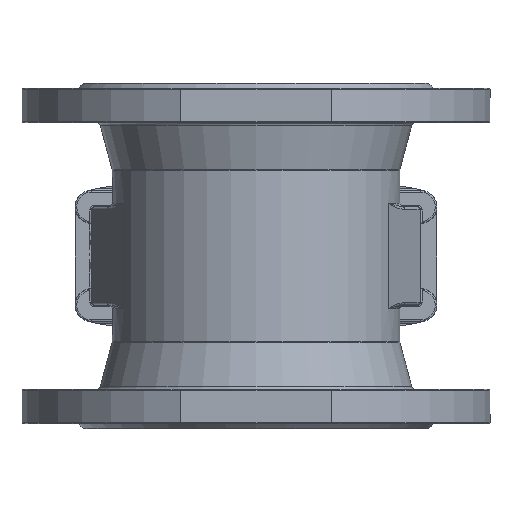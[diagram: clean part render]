
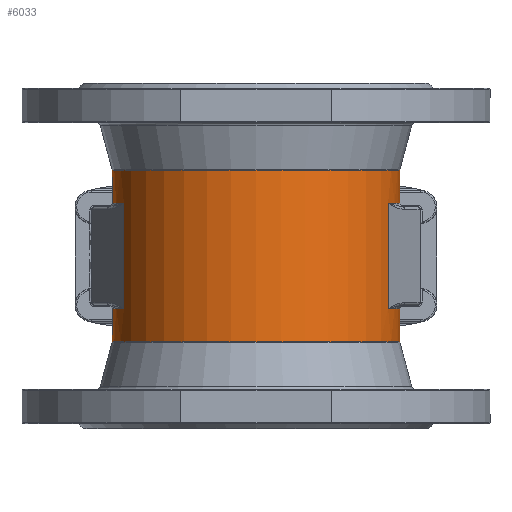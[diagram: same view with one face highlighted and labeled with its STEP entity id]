
A CAD part, front view. The second image highlights one B-rep face of the part: STEP entity #6033.
In plain terms, the highlighted cylindrical face has radius 87.5 mm (diameter 175 mm), a full revolution.
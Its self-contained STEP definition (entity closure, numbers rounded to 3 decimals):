
#571=CIRCLE('',#6583,87.5);
#572=CIRCLE('',#6584,87.5);
#576=CIRCLE('',#6592,87.5);
#582=CIRCLE('',#6606,87.5);
#602=CIRCLE('',#6634,87.5);
#603=CIRCLE('',#6635,87.5);
#614=CIRCLE('',#6665,87.5);
#615=CIRCLE('',#6666,87.5);
#621=CIRCLE('',#6681,87.5);
#626=CIRCLE('',#6692,87.5);
#635=CIRCLE('',#6708,87.5);
#636=CIRCLE('',#6709,87.5);
#992=FACE_OUTER_BOUND('',#1404,.T.);
#1404=EDGE_LOOP('',(#5127,#5128,#5129,#5130,#5131,#5132,#5133,#5134,#5135,
#5136,#5137,#5138,#5139,#5140,#5141,#5142,#5143,#5144,#5145,#5146,#5147,
#5148));
#1757=LINE('',#11756,#2126);
#1759=LINE('',#11974,#2128);
#1784=LINE('',#12205,#2153);
#1788=LINE('',#12239,#2157);
#1792=LINE('',#12453,#2161);
#1796=LINE('',#12543,#2165);
#1797=LINE('',#12544,#2166);
#1798=LINE('',#12545,#2167);
#2126=VECTOR('',#7974,10.);
#2128=VECTOR('',#7996,10.);
#2153=VECTOR('',#8147,10.);
#2157=VECTOR('',#8173,10.);
#2161=VECTOR('',#8209,10.);
#2165=VECTOR('',#8257,87.5);
#2166=VECTOR('',#8258,87.5);
#2167=VECTOR('',#8259,10.);
#2721=VERTEX_POINT('',#11727);
#2722=VERTEX_POINT('',#11747);
#2723=VERTEX_POINT('',#11749);
#2724=VERTEX_POINT('',#11755);
#2728=VERTEX_POINT('',#11847);
#2732=VERTEX_POINT('',#11973);
#2735=VERTEX_POINT('',#11987);
#2752=VERTEX_POINT('',#12091);
#2753=VERTEX_POINT('',#12093);
#2763=VERTEX_POINT('',#12184);
#2765=VERTEX_POINT('',#12209);
#2766=VERTEX_POINT('',#12211);
#2770=VERTEX_POINT('',#12232);
#2777=VERTEX_POINT('',#12328);
#2778=VERTEX_POINT('',#12451);
#2779=VERTEX_POINT('',#12457);
#2785=VERTEX_POINT('',#12537);
#2786=VERTEX_POINT('',#12539);
#3457=EDGE_CURVE('',#2722,#2721,#571,.T.);
#3458=EDGE_CURVE('',#2723,#2722,#572,.T.);
#3461=EDGE_CURVE('',#2724,#2723,#1757,.T.);
#3468=EDGE_CURVE('',#2728,#2724,#576,.T.);
#3476=EDGE_CURVE('',#2732,#2728,#1759,.T.);
#3483=EDGE_CURVE('',#2735,#2732,#582,.T.);
#3509=EDGE_CURVE('',#2753,#2752,#602,.T.);
#3510=EDGE_CURVE('',#2752,#2753,#603,.T.);
#3538=EDGE_CURVE('',#2763,#2721,#1784,.T.);
#3541=EDGE_CURVE('',#2765,#2766,#614,.T.);
#3542=EDGE_CURVE('',#2766,#2763,#615,.T.);
#3550=EDGE_CURVE('',#2770,#2765,#1788,.T.);
#3562=EDGE_CURVE('',#2777,#2770,#621,.T.);
#3568=EDGE_CURVE('',#2778,#2777,#1792,.T.);
#3571=EDGE_CURVE('',#2779,#2778,#626,.T.);
#3584=EDGE_CURVE('',#2785,#2786,#635,.T.);
#3585=EDGE_CURVE('',#2786,#2785,#636,.T.);
#3586=EDGE_CURVE('',#2753,#2722,#1796,.T.);
#3587=EDGE_CURVE('',#2766,#2786,#1797,.T.);
#3588=EDGE_CURVE('',#2779,#2735,#1798,.T.);
#5127=ORIENTED_EDGE('',*,*,#3509,.T.);
#5128=ORIENTED_EDGE('',*,*,#3510,.T.);
#5129=ORIENTED_EDGE('',*,*,#3586,.T.);
#5130=ORIENTED_EDGE('',*,*,#3457,.T.);
#5131=ORIENTED_EDGE('',*,*,#3538,.F.);
#5132=ORIENTED_EDGE('',*,*,#3542,.F.);
#5133=ORIENTED_EDGE('',*,*,#3587,.T.);
#5134=ORIENTED_EDGE('',*,*,#3584,.F.);
#5135=ORIENTED_EDGE('',*,*,#3585,.F.);
#5136=ORIENTED_EDGE('',*,*,#3587,.F.);
#5137=ORIENTED_EDGE('',*,*,#3541,.F.);
#5138=ORIENTED_EDGE('',*,*,#3550,.F.);
#5139=ORIENTED_EDGE('',*,*,#3562,.F.);
#5140=ORIENTED_EDGE('',*,*,#3568,.F.);
#5141=ORIENTED_EDGE('',*,*,#3571,.F.);
#5142=ORIENTED_EDGE('',*,*,#3588,.T.);
#5143=ORIENTED_EDGE('',*,*,#3483,.T.);
#5144=ORIENTED_EDGE('',*,*,#3476,.T.);
#5145=ORIENTED_EDGE('',*,*,#3468,.T.);
#5146=ORIENTED_EDGE('',*,*,#3461,.T.);
#5147=ORIENTED_EDGE('',*,*,#3458,.T.);
#5148=ORIENTED_EDGE('',*,*,#3586,.F.);
#5374=CYLINDRICAL_SURFACE('',#6710,87.5);
#6033=ADVANCED_FACE('',(#992),#5374,.T.);
#6583=AXIS2_PLACEMENT_3D('',#11748,#7962,#7963);
#6584=AXIS2_PLACEMENT_3D('',#11750,#7964,#7965);
#6592=AXIS2_PLACEMENT_3D('',#11848,#7981,#7982);
#6606=AXIS2_PLACEMENT_3D('',#11988,#8014,#8015);
#6634=AXIS2_PLACEMENT_3D('',#12094,#8074,#8075);
#6635=AXIS2_PLACEMENT_3D('',#12095,#8076,#8077);
#6665=AXIS2_PLACEMENT_3D('',#12212,#8154,#8155);
#6666=AXIS2_PLACEMENT_3D('',#12213,#8156,#8157);
#6681=AXIS2_PLACEMENT_3D('',#12337,#8192,#8193);
#6692=AXIS2_PLACEMENT_3D('',#12466,#8216,#8217);
#6708=AXIS2_PLACEMENT_3D('',#12540,#8251,#8252);
#6709=AXIS2_PLACEMENT_3D('',#12541,#8253,#8254);
#6710=AXIS2_PLACEMENT_3D('',#12542,#8255,#8256);
#7962=DIRECTION('center_axis',(0.,0.,-1.));
#7963=DIRECTION('ref_axis',(0.906,0.423,0.));
#7964=DIRECTION('center_axis',(0.,0.,-1.));
#7965=DIRECTION('ref_axis',(0.906,0.423,0.));
#7974=DIRECTION('',(0.,0.,1.));
#7981=DIRECTION('center_axis',(0.,0.,
-1.));
#7982=DIRECTION('ref_axis',(0.,1.,0.));
#7996=DIRECTION('',(0.,0.,-1.));
#8014=DIRECTION('center_axis',(0.,0.,-1.));
#8015=DIRECTION('ref_axis',(-0.906,0.423,0.));
#8074=DIRECTION('center_axis',(0.,0.,1.));
#8075=DIRECTION('ref_axis',(1.,0.,0.));
#8076=DIRECTION('center_axis',(0.,0.,1.));
#8077=DIRECTION('ref_axis',(1.,0.,0.));
#8147=DIRECTION('',(0.,0.,-1.));
#8154=DIRECTION('center_axis',(0.,0.,-1.));
#8155=DIRECTION('ref_axis',(0.906,0.423,0.));
#8156=DIRECTION('center_axis',(0.,0.,-1.));
#8157=DIRECTION('ref_axis',(0.906,0.423,0.));
#8173=DIRECTION('',(0.,0.,-1.));
#8192=DIRECTION('center_axis',(0.,0.,
-1.));
#8193=DIRECTION('ref_axis',(0.,1.,0.));
#8209=DIRECTION('',(0.,0.,1.));
#8216=DIRECTION('center_axis',(0.,0.,-1.));
#8217=DIRECTION('ref_axis',(-0.906,0.423,0.));
#8251=DIRECTION('center_axis',(0.,0.,1.));
#8252=DIRECTION('ref_axis',(1.,0.,0.));
#8253=DIRECTION('center_axis',(0.,0.,1.));
#8254=DIRECTION('ref_axis',(1.,0.,0.));
#8255=DIRECTION('center_axis',(0.,0.,-1.));
#8256=DIRECTION('ref_axis',(-1.,0.,0.));
#8257=DIRECTION('',(0.,0.,1.));
#8258=DIRECTION('',(0.,0.,1.));
#8259=DIRECTION('',(0.,0.,-1.));
#11727=CARTESIAN_POINT('',(80.359,-34.621,-134.));
#11747=CARTESIAN_POINT('',(87.5,0.,-134.));
#11748=CARTESIAN_POINT('Origin',(0.,0.,-134.));
#11749=CARTESIAN_POINT('',(26.397,83.423,-134.));
#11750=CARTESIAN_POINT('Origin',(0.,0.,-134.));
#11755=CARTESIAN_POINT('',(26.397,83.423,-141.5));
#11756=CARTESIAN_POINT('',(26.397,83.423,-183.));
#11847=CARTESIAN_POINT('',(-26.397,83.423,-141.5));
#11848=CARTESIAN_POINT('Origin',(0.,0.,-141.5));
#11973=CARTESIAN_POINT('',(-26.397,83.423,-134.));
#11974=CARTESIAN_POINT('',(-26.397,83.423,-183.));
#11987=CARTESIAN_POINT('',(-80.359,-34.621,-134.));
#11988=CARTESIAN_POINT('Origin',(0.,0.,-134.));
#12091=CARTESIAN_POINT('',(-87.5,0.,-154.237));
#12093=CARTESIAN_POINT('',(87.5,0.,-154.237));
#12094=CARTESIAN_POINT('Origin',(0.,0.,-154.237));
#12095=CARTESIAN_POINT('Origin',(0.,0.,-154.237));
#12184=CARTESIAN_POINT('',(80.359,-34.621,-70.));
#12205=CARTESIAN_POINT('',(80.359,-34.621,-21.));
#12209=CARTESIAN_POINT('',(26.397,83.423,-70.));
#12211=CARTESIAN_POINT('',(87.5,0.,-70.));
#12212=CARTESIAN_POINT('Origin',(0.,0.,-70.));
#12213=CARTESIAN_POINT('Origin',(0.,0.,-70.));
#12232=CARTESIAN_POINT('',(26.397,83.423,-62.5));
#12239=CARTESIAN_POINT('',(26.397,83.423,-21.));
#12328=CARTESIAN_POINT('',(-26.397,83.423,-62.5));
#12337=CARTESIAN_POINT('Origin',(0.,0.,-62.5));
#12451=CARTESIAN_POINT('',(-26.397,83.423,-70.));
#12453=CARTESIAN_POINT('',(-26.397,83.423,-21.));
#12457=CARTESIAN_POINT('',(-80.359,-34.621,-70.));
#12466=CARTESIAN_POINT('Origin',(0.,0.,-70.));
#12537=CARTESIAN_POINT('',(-87.5,0.,-49.763));
#12539=CARTESIAN_POINT('',(87.5,0.,-49.763));
#12540=CARTESIAN_POINT('Origin',(0.,0.,-49.763));
#12541=CARTESIAN_POINT('Origin',(0.,0.,-49.763));
#12542=CARTESIAN_POINT('Origin',(0.,0.,-21.));
#12543=CARTESIAN_POINT('',(87.5,0.,-21.));
#12544=CARTESIAN_POINT('',(87.5,0.,-21.));
#12545=CARTESIAN_POINT('',(-80.359,-34.621,-21.));
